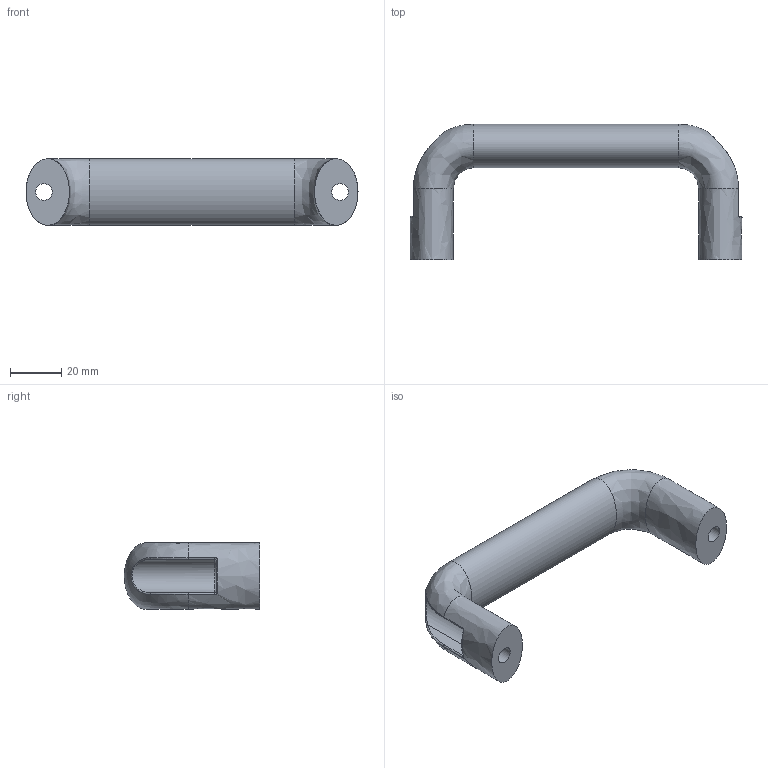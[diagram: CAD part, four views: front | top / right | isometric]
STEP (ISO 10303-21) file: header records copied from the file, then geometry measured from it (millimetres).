
FILE_DESCRIPTION(/* description */ (''),/* implementation_level */ '2;1');
FILE_NAME(/* name */ 'A-GS26-116.stp',/* time_stamp */ '2024-05-03T14:38:43+09:00',/* author */ ('user'),/* organization */ (''),/* preprocessor_version */ 'ST-DEVELOPER v15.6',/* originating_system */ 'Autodesk Inventor 2015',/* authorisation */ '');
FILE_SCHEMA (('AUTOMOTIVE_DESIGN { 1 0 10303 214 3 1 1 }'));
Length unit declared in the file: millimetre
Products named in the file (1): A-GS26-116
Bounding box: 130 x 52.99 x 26 mm (x, y, z)
Volume: 55532.7 mm3; surface area: 15297.7 mm2
Topology: 1 solids, 1 shells, 49 faces, 113 edges, 68 vertices
Faces by surface type: bspline 17, cylinder 14, plane 10, torus 8
Full cylindrical faces by diameter (mm): 6.5 x2, 11 x2
Entity records: 1875 total; most frequent: CARTESIAN_POINT 875, ORIENTED_EDGE 194, DIRECTION 192, EDGE_CURVE 97, AXIS2_PLACEMENT_3D 85, EDGE_LOOP 65, VERTEX_POINT 62, FACE_OUTER_BOUND 49
